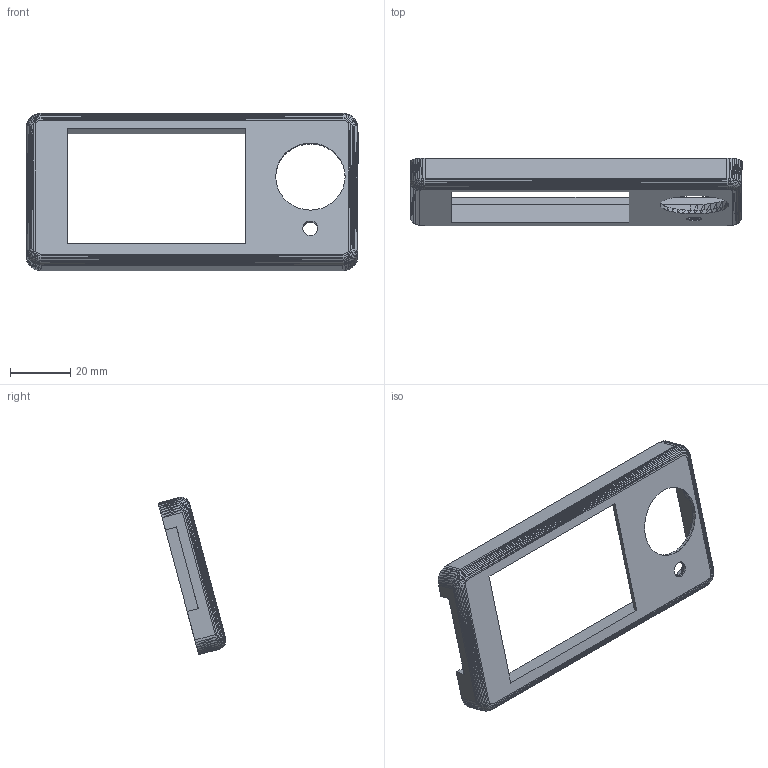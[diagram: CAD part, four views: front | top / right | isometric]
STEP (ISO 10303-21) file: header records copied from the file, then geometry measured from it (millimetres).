
FILE_DESCRIPTION(/* description */ (''),/* implementation_level */ '2;1');
FILE_NAME(/* name */ 'display_Front_cover.step',/* time_stamp */ '2024-03-31T13:06:31+02:00',/* author */ (''),/* organization */ (''),/* preprocessor_version */ 'ST-DEVELOPER v20',/* originating_system */ 'Autodesk Translation Framework v12.20.1.177',/* authorisation */ '');
FILE_SCHEMA (('AUTOMOTIVE_DESIGN { 1 0 10303 214 3 1 1 }'));
Length unit declared in the file: millimetre
Products named in the file (4): open_trickler_v1.3.2; Bigtreetech Mini12864 V1.0-3D v1; Housing; Front_Cover_rv02
Assembly tree (3 placements, depth 4):
  open_trickler_v1.3.2
    Bigtreetech Mini12864 V1.0-3D v1
      Housing
        Front_Cover_rv02
Bounding box: 110 x 22.43 x 52.13 mm (x, y, z)
Volume: 15559.4 mm3; surface area: 11296.2 mm2
Topology: 1 solids, 1 shells, 1410 faces, 2439 edges, 1034 vertices
Faces by surface type: plane 1410
Entity records: 30540 total; most frequent: DIRECTION 5273, CARTESIAN_POINT 4890, ORIENTED_EDGE 4878, LINE 2439, VECTOR 2439, EDGE_CURVE 2439, EDGE_LOOP 1419, AXIS2_PLACEMENT_3D 1417
